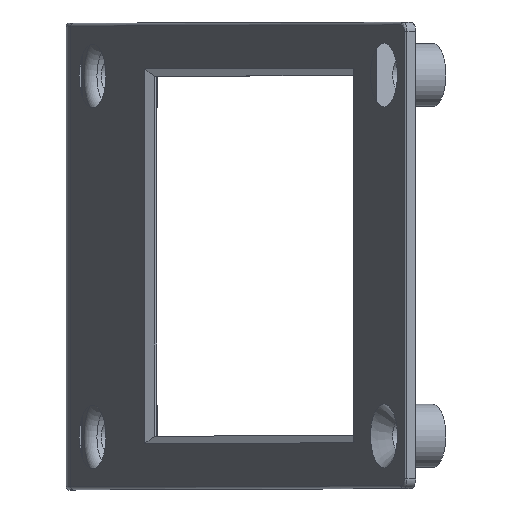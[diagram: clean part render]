
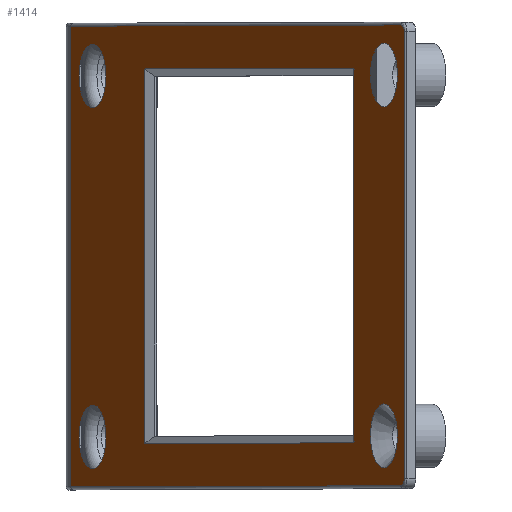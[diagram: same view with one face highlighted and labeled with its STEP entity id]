
A CAD part, top view. The second image highlights one B-rep face of the part: STEP entity #1414.
In plain terms, the highlighted planar face has unit normal (-0.906, 0, 0.423).
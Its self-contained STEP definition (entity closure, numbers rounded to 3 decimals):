
#25=FACE_BOUND('',#199,.T.);
#26=FACE_BOUND('',#200,.T.);
#27=FACE_BOUND('',#201,.T.);
#28=FACE_BOUND('',#202,.T.);
#29=FACE_BOUND('',#203,.T.);
#41=PLANE('',#1538);
#86=ELLIPSE('',#1501,0.772,0.7);
#89=ELLIPSE('',#1530,0.772,0.7);
#112=FACE_OUTER_BOUND('',#198,.T.);
#198=EDGE_LOOP('',(#1016,#1017,#1018,#1019,#1020,#1021));
#199=EDGE_LOOP('',(#1022,#1023,#1024,#1025));
#200=EDGE_LOOP('',(#1026));
#201=EDGE_LOOP('',(#1027));
#202=EDGE_LOOP('',(#1028));
#203=EDGE_LOOP('',(#1029));
#282=LINE('',#2117,#408);
#283=LINE('',#2152,#409);
#291=LINE('',#2200,#417);
#301=LINE('',#2250,#427);
#303=LINE('',#2255,#429);
#304=LINE('',#2257,#430);
#305=LINE('',#2259,#431);
#306=LINE('',#2260,#432);
#408=VECTOR('',#1667,10.);
#409=VECTOR('',#1678,10.);
#417=VECTOR('',#1734,10.);
#427=VECTOR('',#1762,10.);
#429=VECTOR('',#1766,10.);
#430=VECTOR('',#1767,10.);
#431=VECTOR('',#1768,10.);
#432=VECTOR('',#1769,10.);
#554=CIRCLE('',#1539,3.25);
#555=CIRCLE('',#1540,3.25);
#556=CIRCLE('',#1541,3.25);
#557=CIRCLE('',#1542,3.25);
#605=VERTEX_POINT('',#2110);
#608=VERTEX_POINT('',#2115);
#610=VERTEX_POINT('',#2144);
#612=VERTEX_POINT('',#2150);
#626=VERTEX_POINT('',#2192);
#628=VERTEX_POINT('',#2198);
#635=VERTEX_POINT('',#2253);
#636=VERTEX_POINT('',#2254);
#637=VERTEX_POINT('',#2256);
#638=VERTEX_POINT('',#2258);
#639=VERTEX_POINT('',#2261);
#640=VERTEX_POINT('',#2263);
#641=VERTEX_POINT('',#2265);
#642=VERTEX_POINT('',#2267);
#738=EDGE_CURVE('',#608,#605,#282,.T.);
#740=EDGE_CURVE('',#610,#608,#86,.T.);
#743=EDGE_CURVE('',#612,#610,#283,.T.);
#767=EDGE_CURVE('',#628,#626,#291,.T.);
#770=EDGE_CURVE('',#605,#628,#89,.T.);
#781=EDGE_CURVE('',#626,#612,#301,.T.);
#783=EDGE_CURVE('',#635,#636,#303,.T.);
#784=EDGE_CURVE('',#637,#635,#304,.T.);
#785=EDGE_CURVE('',#638,#637,#305,.T.);
#786=EDGE_CURVE('',#636,#638,#306,.T.);
#787=EDGE_CURVE('',#639,#639,#554,.T.);
#788=EDGE_CURVE('',#640,#640,#555,.T.);
#789=EDGE_CURVE('',#641,#641,#556,.T.);
#790=EDGE_CURVE('',#642,#642,#557,.T.);
#1016=ORIENTED_EDGE('',*,*,#767,.F.);
#1017=ORIENTED_EDGE('',*,*,#770,.F.);
#1018=ORIENTED_EDGE('',*,*,#738,.F.);
#1019=ORIENTED_EDGE('',*,*,#740,.F.);
#1020=ORIENTED_EDGE('',*,*,#743,.F.);
#1021=ORIENTED_EDGE('',*,*,#781,.F.);
#1022=ORIENTED_EDGE('',*,*,#783,.F.);
#1023=ORIENTED_EDGE('',*,*,#784,.F.);
#1024=ORIENTED_EDGE('',*,*,#785,.F.);
#1025=ORIENTED_EDGE('',*,*,#786,.F.);
#1026=ORIENTED_EDGE('',*,*,#787,.F.);
#1027=ORIENTED_EDGE('',*,*,#788,.F.);
#1028=ORIENTED_EDGE('',*,*,#789,.F.);
#1029=ORIENTED_EDGE('',*,*,#790,.F.);
#1414=ADVANCED_FACE('',(#112,#25,#26,#27,#28,#29),#41,.T.);
#1501=AXIS2_PLACEMENT_3D('',#2146,#1670,#1671);
#1530=AXIS2_PLACEMENT_3D('',#2228,#1738,#1739);
#1538=AXIS2_PLACEMENT_3D('',#2252,#1764,#1765);
#1539=AXIS2_PLACEMENT_3D('',#2262,#1770,#1771);
#1540=AXIS2_PLACEMENT_3D('',#2264,#1772,#1773);
#1541=AXIS2_PLACEMENT_3D('',#2266,#1774,#1775);
#1542=AXIS2_PLACEMENT_3D('',#2268,#1776,#1777);
#1667=DIRECTION('',(0.,-1.,0.));
#1670=DIRECTION('center_axis',(0.906,0.,-0.423));
#1671=DIRECTION('ref_axis',(0.423,0.,0.906));
#1678=DIRECTION('',(0.423,0.,0.906));
#1734=DIRECTION('',(-0.423,0.,-0.906));
#1738=DIRECTION('center_axis',(0.906,0.,-0.423));
#1739=DIRECTION('ref_axis',(0.423,0.,0.906));
#1762=DIRECTION('',(0.,1.,0.));
#1764=DIRECTION('center_axis',(-0.906,0.,0.423));
#1765=DIRECTION('ref_axis',(0.423,0.,0.906));
#1766=DIRECTION('',(-0.423,0.,-0.906));
#1767=DIRECTION('',(0.,1.,0.));
#1768=DIRECTION('',(0.423,0.,0.906));
#1769=DIRECTION('',(0.,-1.,0.));
#1770=DIRECTION('center_axis',(-0.906,0.,0.423));
#1771=DIRECTION('ref_axis',(0.,-1.,0.));
#1772=DIRECTION('center_axis',(-0.906,0.,0.423));
#1773=DIRECTION('ref_axis',(0.,-1.,0.));
#1774=DIRECTION('center_axis',(-0.906,0.,0.423));
#1775=DIRECTION('ref_axis',(0.,-1.,0.));
#1776=DIRECTION('center_axis',(-0.906,0.,0.423));
#1777=DIRECTION('ref_axis',(0.,-1.,0.));
#2110=CARTESIAN_POINT('',(-92.403,-129.,370.957));
#2115=CARTESIAN_POINT('',(-92.403,-83.384,370.957));
#2117=CARTESIAN_POINT('',(-92.403,-130.,370.957));
#2144=CARTESIAN_POINT('',(-92.73,-82.684,370.257));
#2146=CARTESIAN_POINT('Origin',(-92.73,-83.384,370.257));
#2150=CARTESIAN_POINT('',(-126.432,-82.684,297.983));
#2152=CARTESIAN_POINT('',(-118.766,-82.684,314.421));
#2192=CARTESIAN_POINT('',(-126.432,-129.7,297.983));
#2198=CARTESIAN_POINT('',(-92.73,-129.7,370.257));
#2200=CARTESIAN_POINT('',(-118.766,-129.7,314.421));
#2228=CARTESIAN_POINT('Origin',(-92.73,-129.,370.257));
#2250=CARTESIAN_POINT('',(-126.432,-130.,297.983));
#2252=CARTESIAN_POINT('Origin',(-126.9,-130.,296.978));
#2253=CARTESIAN_POINT('',(-97.547,-87.082,359.927));
#2254=CARTESIAN_POINT('',(-118.872,-87.082,314.195));
#2255=CARTESIAN_POINT('',(-122.727,-87.082,305.926));
#2256=CARTESIAN_POINT('',(-97.547,-125.302,359.927));
#2257=CARTESIAN_POINT('',(-97.547,-108.916,359.927));
#2258=CARTESIAN_POINT('',(-118.872,-125.302,314.195));
#2259=CARTESIAN_POINT('',(-112.382,-125.302,328.113));
#2260=CARTESIAN_POINT('',(-118.872,-127.276,314.195));
#2261=CARTESIAN_POINT('',(-94.46,-84.53,366.545));
#2262=CARTESIAN_POINT('Origin',(-94.46,-87.78,366.545));
#2263=CARTESIAN_POINT('',(-124.198,-121.354,302.773));
#2264=CARTESIAN_POINT('Origin',(-124.198,-124.604,302.773));
#2265=CARTESIAN_POINT('',(-94.46,-121.354,366.545));
#2266=CARTESIAN_POINT('Origin',(-94.46,-124.604,366.545));
#2267=CARTESIAN_POINT('',(-124.198,-84.53,302.773));
#2268=CARTESIAN_POINT('Origin',(-124.198,-87.78,302.773));
